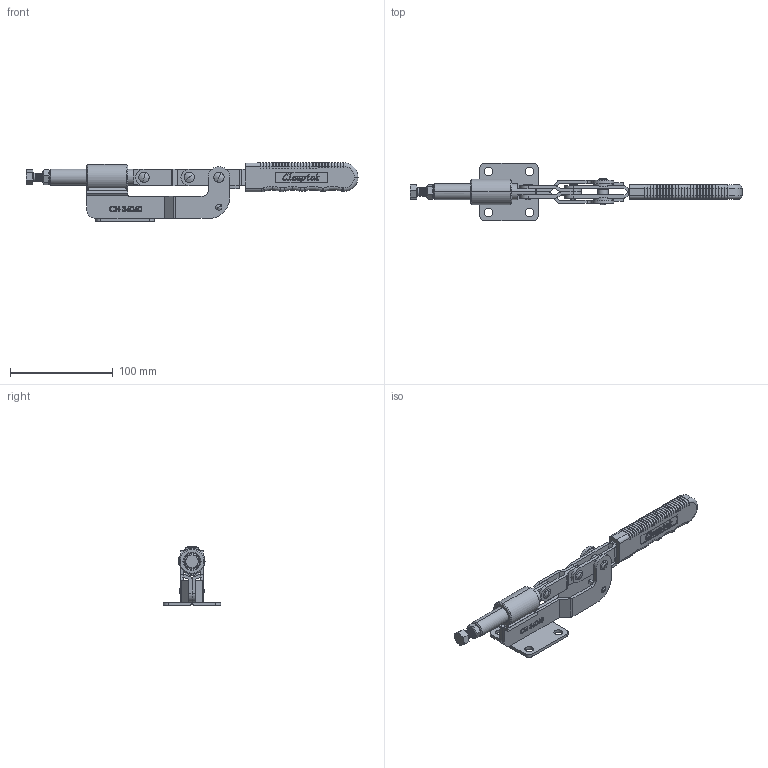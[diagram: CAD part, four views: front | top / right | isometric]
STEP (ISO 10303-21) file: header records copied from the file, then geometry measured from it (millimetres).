
FILE_DESCRIPTION (( 'STEP AP203' ), '1' );
FILE_NAME ('CH-36060.STEP', '2011-05-17T12:24:36', ( '微软用户' ), ( '微软中国' ), 'SwSTEP 2.0', 'SolidWorks 2010', '' );
FILE_SCHEMA (( 'CONFIG_CONTROL_DESIGN' ));
Products named in the file (13): CH-36060-04 CONNECTING-PLATE; CH-36060-02 CREST STALK; CH-36060-10; CH-36060-09; CH-36060; CH-36060-01 BASE_默认<按加工>; CH-36060-03 HANDLE; CH-36060-06; CH-36060-05; M8 Nut; CH-36060-08; M8X30; 01
Assembly tree (15 placements, depth 2):
  CH-36060
    M8 Nut
    CH-36060-03 HANDLE
    CH-36060-04 CONNECTING-PLATE  x2
    CH-36060-05  x2
    CH-36060-09
    CH-36060-08  x2
    M8X30
    CH-36060-10
    CH-36060-01 BASE_默认<按加工>
    CH-36060-02 CREST STALK
    CH-36060-06
    01
Bounding box: 323.5 x 56 x 57.39 mm (x, y, z)
Volume: 115232.4 mm3; surface area: 73525.9 mm2
Topology: 22 solids, 22 shells, 1580 faces, 4120 edges, 2626 vertices
Faces by surface type: plane 616, cylinder 450, bspline 361, torus 106, cone 41, sphere 6
Entity records: 82486 total; most frequent: CARTESIAN_POINT 45967, ORIENTED_EDGE 7996, DIRECTION 6174, EDGE_CURVE 3998, VERTEX_POINT 2560, VECTOR 2238, LINE 2238, AXIS2_PLACEMENT_3D 1968
